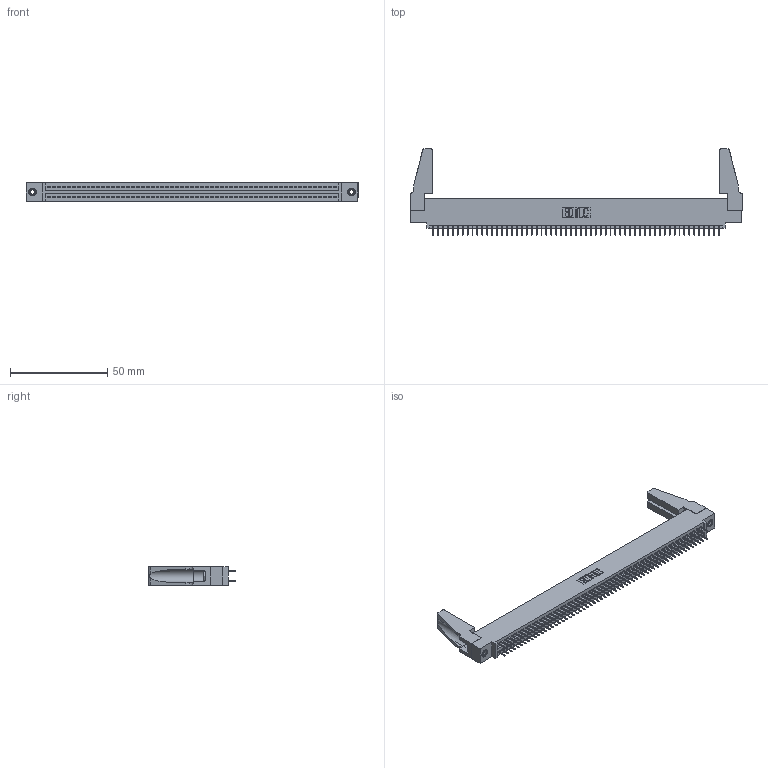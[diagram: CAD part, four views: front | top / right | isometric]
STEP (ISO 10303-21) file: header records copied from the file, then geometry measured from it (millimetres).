
FILE_DESCRIPTION (( 'STEP AP203' ), '1' );
FILE_NAME ('395-118-525-588.STEP', '2020-09-25T21:46:44', ( '' ), ( '' ), 'SwSTEP 2.0', 'SolidWorks 2020', '' );
FILE_SCHEMA (( 'CONFIG_CONTROL_DESIGN' ));
Length unit declared in the file: inch
Products named in the file (5): 345-292-001_345-293-125; 395-118-525-588; 345 Part_0.110 Offset - 0.156 Dia-TH; 345-220-078_345-220-088; 345-250-001_345-250-001-102
Assembly tree (123 placements, depth 2):
  395-118-525-588
    345 Part_0.110 Offset - 0.156 Dia-TH
    345-292-001_345-293-125  x118
    345-250-001_345-250-001-102  x2
    345-220-078_345-220-088  x2
Bounding box: 171.09 x 44.37 x 9.4 mm (x, y, z)
Volume: 19762.9 mm3; surface area: 27364.2 mm2
Topology: 123 solids, 123 shells, 6626 faces, 18721 edges, 11998 vertices
Faces by surface type: plane 4758, cylinder 1852, cone 12, torus 4
Entity records: 46358 total; most frequent: CARTESIAN_POINT 7750, ORIENTED_EDGE 7644, DIRECTION 6818, EDGE_CURVE 3822, LINE 3416, VECTOR 3416, VERTEX_POINT 2538, AXIS2_PLACEMENT_3D 1701
